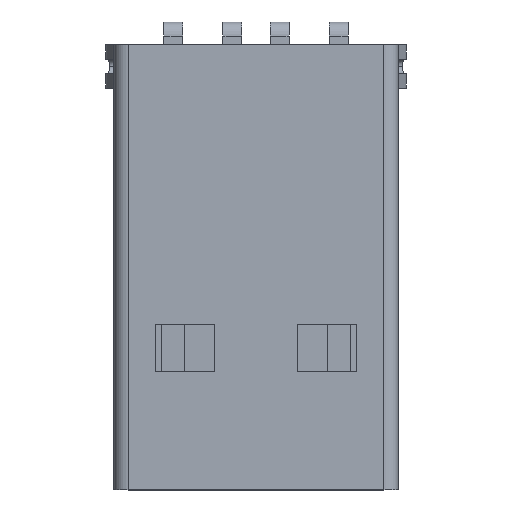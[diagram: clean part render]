
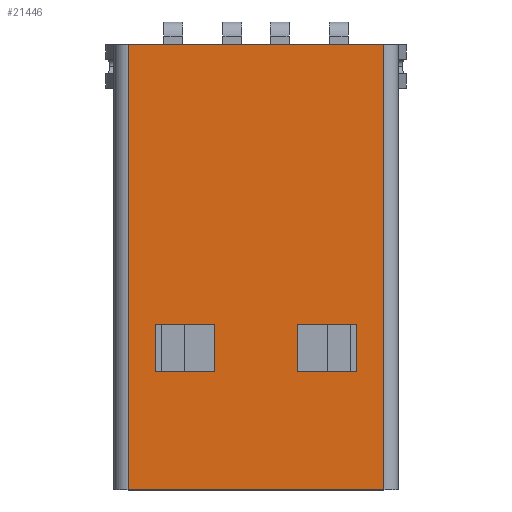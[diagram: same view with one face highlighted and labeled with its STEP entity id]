
A CAD part, top view. The second image highlights one B-rep face of the part: STEP entity #21446.
In plain terms, the highlighted planar face has unit normal (0, 0, 1).
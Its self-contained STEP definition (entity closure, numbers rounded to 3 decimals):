
#31 = EDGE_CURVE ( 'NONE', #6463, #6470, #25023, .T. ) ;
#331 = ORIENTED_EDGE ( 'NONE', *, *, #15102, .F. ) ;
#533 = ORIENTED_EDGE ( 'NONE', *, *, #10814, .F. ) ;
#1131 = DIRECTION ( 'NONE',  ( 0., 1., 0. ) ) ;
#1544 = VECTOR ( 'NONE', #22974, 1000. ) ;
#1626 = EDGE_CURVE ( 'NONE', #13140, #21482, #22963, .T. ) ;
#1765 = DIRECTION ( 'NONE',  ( 1., 0., 0. ) ) ;
#2109 = LINE ( 'NONE', #24749, #1544 ) ;
#2577 = CARTESIAN_POINT ( 'NONE',  ( 5.4, 0., 2.25 ) ) ;
#3096 = VECTOR ( 'NONE', #18436, 1000. ) ;
#3146 = ORIENTED_EDGE ( 'NONE', *, *, #4556, .F. ) ;
#3485 = VECTOR ( 'NONE', #6253, 1000. ) ;
#3511 = EDGE_CURVE ( 'NONE', #10561, #12873, #12925, .T. ) ;
#3610 = CARTESIAN_POINT ( 'NONE',  ( 5.4, -18.8, 2.25 ) ) ;
#3651 = VECTOR ( 'NONE', #9712, 1000. ) ;
#3664 = CARTESIAN_POINT ( 'NONE',  ( 1.75, -13.8, 2.25 ) ) ;
#3825 = VERTEX_POINT ( 'NONE', #24412 ) ;
#3829 = LINE ( 'NONE', #17751, #24823 ) ;
#4556 = EDGE_CURVE ( 'NONE', #12152, #3825, #9945, .T. ) ;
#4668 = EDGE_LOOP ( 'NONE', ( #9062, #13646, #7531, #533 ) ) ;
#4687 = ORIENTED_EDGE ( 'NONE', *, *, #5459, .F. ) ;
#4732 = FACE_OUTER_BOUND ( 'NONE', #12973, .T. ) ;
#4933 = EDGE_LOOP ( 'NONE', ( #22394, #3146, #331, #21520 ) ) ;
#5030 = AXIS2_PLACEMENT_3D ( 'NONE', #15101, #16894, #8308 ) ;
#5330 = CARTESIAN_POINT ( 'NONE',  ( 5.4, -18.8, 2.25 ) ) ;
#5349 = VERTEX_POINT ( 'NONE', #10809 ) ;
#5459 = EDGE_CURVE ( 'NONE', #10561, #13140, #22256, .T. ) ;
#6253 = DIRECTION ( 'NONE',  ( 1., 0., 0. ) ) ;
#6463 = VERTEX_POINT ( 'NONE', #14889 ) ;
#6470 = VERTEX_POINT ( 'NONE', #17221 ) ;
#6841 = DIRECTION ( 'NONE',  ( 0., 1., 0. ) ) ;
#7531 = ORIENTED_EDGE ( 'NONE', *, *, #21926, .F. ) ;
#7684 = LINE ( 'NONE', #5330, #13314 ) ;
#8308 = DIRECTION ( 'NONE',  ( 1., 0., 0. ) ) ;
#8785 = ORIENTED_EDGE ( 'NONE', *, *, #3511, .T. ) ;
#8827 = VECTOR ( 'NONE', #1765, 1000. ) ;
#9062 = ORIENTED_EDGE ( 'NONE', *, *, #21221, .F. ) ;
#9203 = ORIENTED_EDGE ( 'NONE', *, *, #1626, .F. ) ;
#9248 = CARTESIAN_POINT ( 'NONE',  ( -4.25, -11.8, 2.25 ) ) ;
#9502 = CARTESIAN_POINT ( 'NONE',  ( -4.25, -11.8, 2.25 ) ) ;
#9712 = DIRECTION ( 'NONE',  ( 0., 1., 0. ) ) ;
#9726 = CARTESIAN_POINT ( 'NONE',  ( 4.25, -11.8, 2.25 ) ) ;
#9760 = EDGE_CURVE ( 'NONE', #3825, #18885, #15566, .T. ) ;
#9945 = LINE ( 'NONE', #3664, #8827 ) ;
#10285 = VECTOR ( 'NONE', #21611, 1000. ) ;
#10561 = VERTEX_POINT ( 'NONE', #18889 ) ;
#10809 = CARTESIAN_POINT ( 'NONE',  ( -1.75, -11.8, 2.25 ) ) ;
#10814 = EDGE_CURVE ( 'NONE', #5349, #25133, #17120, .T. ) ;
#10899 = PLANE ( 'NONE',  #5030 ) ;
#10942 = CARTESIAN_POINT ( 'NONE',  ( -1.75, -11.8, 2.25 ) ) ;
#12074 = CARTESIAN_POINT ( 'NONE',  ( -5.4, 0., 2.25 ) ) ;
#12152 = VERTEX_POINT ( 'NONE', #21614 ) ;
#12563 = VECTOR ( 'NONE', #16576, 1000. ) ;
#12873 = VERTEX_POINT ( 'NONE', #3610 ) ;
#12925 = LINE ( 'NONE', #17152, #3485 ) ;
#12973 = EDGE_LOOP ( 'NONE', ( #9203, #4687, #8785, #20053 ) ) ;
#13140 = VERTEX_POINT ( 'NONE', #20480 ) ;
#13314 = VECTOR ( 'NONE', #18022, 1000. ) ;
#13646 = ORIENTED_EDGE ( 'NONE', *, *, #31, .F. ) ;
#14412 = CARTESIAN_POINT ( 'NONE',  ( -5.4, -18.8, 2.25 ) ) ;
#14889 = CARTESIAN_POINT ( 'NONE',  ( -4.25, -13.8, 2.25 ) ) ;
#15078 = CARTESIAN_POINT ( 'NONE',  ( -4.25, -11.8, 2.25 ) ) ;
#15101 = CARTESIAN_POINT ( 'NONE',  ( -5.4, -18.8, 2.25 ) ) ;
#15102 = EDGE_CURVE ( 'NONE', #23201, #12152, #2109, .T. ) ;
#15566 = LINE ( 'NONE', #9726, #17827 ) ;
#16576 = DIRECTION ( 'NONE',  ( 1., 0., 0. ) ) ;
#16894 = DIRECTION ( 'NONE',  ( 0., 0., 1. ) ) ;
#17120 = LINE ( 'NONE', #15078, #23093 ) ;
#17152 = CARTESIAN_POINT ( 'NONE',  ( -5.4, -18.8, 2.25 ) ) ;
#17221 = CARTESIAN_POINT ( 'NONE',  ( -1.75, -13.8, 2.25 ) ) ;
#17445 = EDGE_CURVE ( 'NONE', #18885, #23201, #3829, .T. ) ;
#17504 = CARTESIAN_POINT ( 'NONE',  ( 4.25, -11.8, 2.25 ) ) ;
#17751 = CARTESIAN_POINT ( 'NONE',  ( 1.75, -11.8, 2.25 ) ) ;
#17827 = VECTOR ( 'NONE', #1131, 1000. ) ;
#18022 = DIRECTION ( 'NONE',  ( 0., 1., 0. ) ) ;
#18436 = DIRECTION ( 'NONE',  ( 1., 0., 0. ) ) ;
#18885 = VERTEX_POINT ( 'NONE', #17504 ) ;
#18889 = CARTESIAN_POINT ( 'NONE',  ( -5.4, -18.8, 2.25 ) ) ;
#18932 = VECTOR ( 'NONE', #6841, 1000. ) ;
#19055 = FACE_BOUND ( 'NONE', #4668, .T. ) ;
#20053 = ORIENTED_EDGE ( 'NONE', *, *, #23617, .T. ) ;
#20060 = DIRECTION ( 'NONE',  ( -1., 0., 0. ) ) ;
#20480 = CARTESIAN_POINT ( 'NONE',  ( -5.4, 0., 2.25 ) ) ;
#21033 = CARTESIAN_POINT ( 'NONE',  ( -4.25, -13.8, 2.25 ) ) ;
#21221 = EDGE_CURVE ( 'NONE', #6470, #5349, #25543, .T. ) ;
#21351 = DIRECTION ( 'NONE',  ( -1., 0., 0. ) ) ;
#21371 = FACE_BOUND ( 'NONE', #4933, .T. ) ;
#21446 = ADVANCED_FACE ( 'NONE', ( #19055, #21371, #4732 ), #10899, .T. ) ;
#21482 = VERTEX_POINT ( 'NONE', #2577 ) ;
#21520 = ORIENTED_EDGE ( 'NONE', *, *, #17445, .F. ) ;
#21611 = DIRECTION ( 'NONE',  ( 0., -1., 0. ) ) ;
#21614 = CARTESIAN_POINT ( 'NONE',  ( 1.75, -13.8, 2.25 ) ) ;
#21926 = EDGE_CURVE ( 'NONE', #25133, #6463, #25841, .T. ) ;
#22256 = LINE ( 'NONE', #14412, #3651 ) ;
#22394 = ORIENTED_EDGE ( 'NONE', *, *, #9760, .F. ) ;
#22963 = LINE ( 'NONE', #12074, #3096 ) ;
#22974 = DIRECTION ( 'NONE',  ( 0., -1., 0. ) ) ;
#23093 = VECTOR ( 'NONE', #21351, 1000. ) ;
#23201 = VERTEX_POINT ( 'NONE', #23396 ) ;
#23396 = CARTESIAN_POINT ( 'NONE',  ( 1.75, -11.8, 2.25 ) ) ;
#23617 = EDGE_CURVE ( 'NONE', #12873, #21482, #7684, .T. ) ;
#24412 = CARTESIAN_POINT ( 'NONE',  ( 4.25, -13.8, 2.25 ) ) ;
#24749 = CARTESIAN_POINT ( 'NONE',  ( 1.75, -11.8, 2.25 ) ) ;
#24823 = VECTOR ( 'NONE', #20060, 1000. ) ;
#25023 = LINE ( 'NONE', #21033, #12563 ) ;
#25133 = VERTEX_POINT ( 'NONE', #9248 ) ;
#25543 = LINE ( 'NONE', #10942, #18932 ) ;
#25841 = LINE ( 'NONE', #9502, #10285 ) ;
